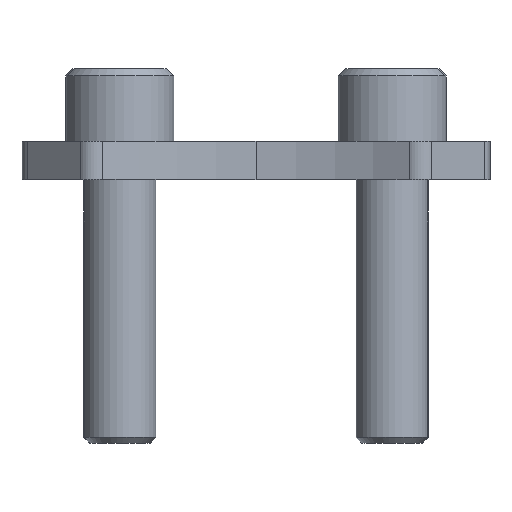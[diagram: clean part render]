
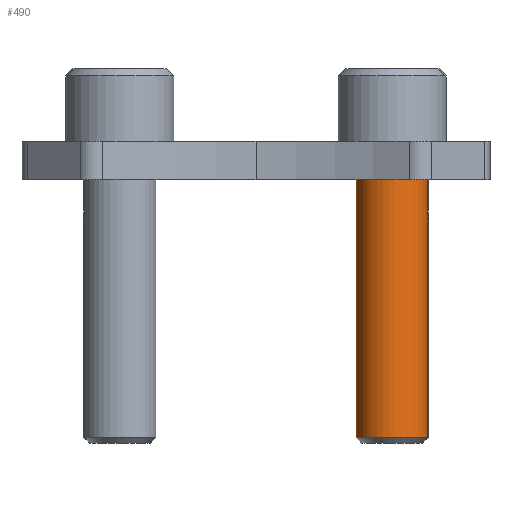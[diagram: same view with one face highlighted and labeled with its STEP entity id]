
A CAD part, top view. The second image highlights one B-rep face of the part: STEP entity #490.
In plain terms, the highlighted cylindrical face has radius 6 mm (diameter 12 mm), a partial arc.
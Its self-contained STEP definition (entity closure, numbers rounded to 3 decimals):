
#38 = CARTESIAN_POINT ( 'NONE',  ( -31.75, 0., -6. ) ) ;
#70 = CIRCLE ( 'NONE', #913, 6. ) ;
#114 = VERTEX_POINT ( 'NONE', #1013 ) ;
#132 = CARTESIAN_POINT ( 'NONE',  ( 61.035, 0., -6. ) ) ;
#147 = CIRCLE ( 'NONE', #649, 6. ) ;
#159 = CARTESIAN_POINT ( 'NONE',  ( -31.75, 0., 6. ) ) ;
#257 = DIRECTION ( 'NONE',  ( 0., 0., 1. ) ) ;
#266 = VECTOR ( 'NONE', #502, 1000. ) ;
#284 = CARTESIAN_POINT ( 'NONE',  ( 61.035, 0., 6. ) ) ;
#316 = EDGE_LOOP ( 'NONE', ( #1254, #479, #1368, #1132 ) ) ;
#479 = ORIENTED_EDGE ( 'NONE', *, *, #1381, .T. ) ;
#484 = VERTEX_POINT ( 'NONE', #132 ) ;
#490 = ADVANCED_FACE ( 'NONE', ( #941 ), #948, .T. ) ;
#502 = DIRECTION ( 'NONE',  ( -1., 0., 0. ) ) ;
#522 = VERTEX_POINT ( 'NONE', #955 ) ;
#620 = DIRECTION ( 'NONE',  ( -1., 0., 0. ) ) ;
#635 = EDGE_CURVE ( 'NONE', #484, #114, #1079, .T. ) ;
#649 = AXIS2_PLACEMENT_3D ( 'NONE', #1496, #795, #1378 ) ;
#687 = DIRECTION ( 'NONE',  ( -1., 0., 0. ) ) ;
#699 = CARTESIAN_POINT ( 'NONE',  ( -31.75, 0., 0. ) ) ;
#702 = CARTESIAN_POINT ( 'NONE',  ( 61.035, 0., 0. ) ) ;
#780 = EDGE_CURVE ( 'NONE', #114, #522, #147, .T. ) ;
#795 = DIRECTION ( 'NONE',  ( -1., 0., 0. ) ) ;
#840 = DIRECTION ( 'NONE',  ( 0., 0., 1. ) ) ;
#913 = AXIS2_PLACEMENT_3D ( 'NONE', #702, #687, #257 ) ;
#941 = FACE_OUTER_BOUND ( 'NONE', #316, .T. ) ;
#948 = CYLINDRICAL_SURFACE ( 'NONE', #1052, 6. ) ;
#955 = CARTESIAN_POINT ( 'NONE',  ( 12.6, 0., 6. ) ) ;
#974 = LINE ( 'NONE', #159, #1135 ) ;
#1005 = VERTEX_POINT ( 'NONE', #284 ) ;
#1013 = CARTESIAN_POINT ( 'NONE',  ( 12.6, 0., -6. ) ) ;
#1031 = EDGE_CURVE ( 'NONE', #1005, #522, #974, .T. ) ;
#1052 = AXIS2_PLACEMENT_3D ( 'NONE', #699, #1067, #840 ) ;
#1067 = DIRECTION ( 'NONE',  ( -1., 0., 0. ) ) ;
#1079 = LINE ( 'NONE', #38, #266 ) ;
#1132 = ORIENTED_EDGE ( 'NONE', *, *, #780, .F. ) ;
#1135 = VECTOR ( 'NONE', #620, 1000. ) ;
#1254 = ORIENTED_EDGE ( 'NONE', *, *, #635, .F. ) ;
#1368 = ORIENTED_EDGE ( 'NONE', *, *, #1031, .T. ) ;
#1378 = DIRECTION ( 'NONE',  ( 0., 0., 1. ) ) ;
#1381 = EDGE_CURVE ( 'NONE', #484, #1005, #70, .T. ) ;
#1496 = CARTESIAN_POINT ( 'NONE',  ( 12.6, 0., 0. ) ) ;
